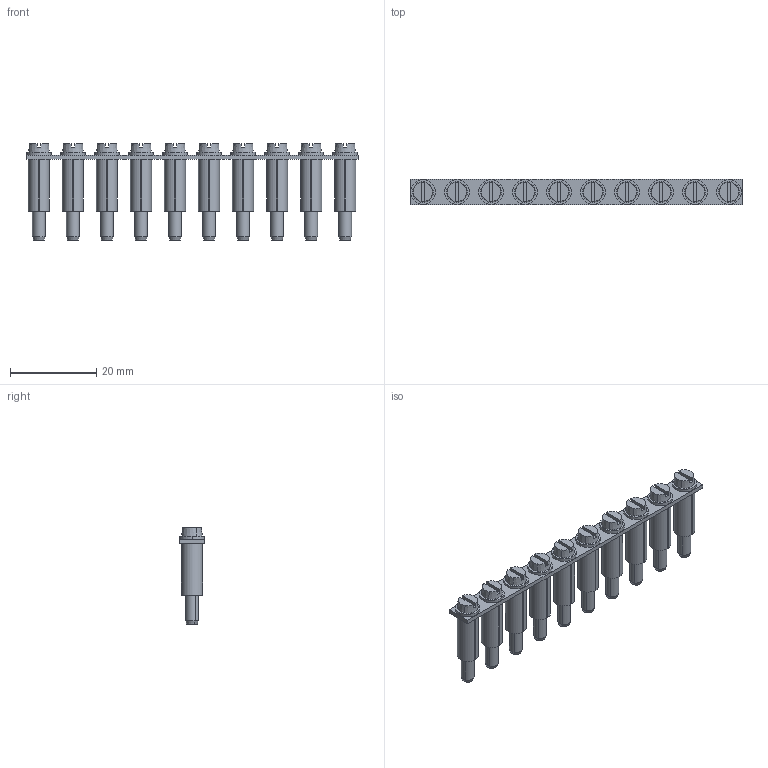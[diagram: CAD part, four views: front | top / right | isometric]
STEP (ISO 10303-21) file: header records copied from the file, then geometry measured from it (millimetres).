
FILE_DESCRIPTION(('CATIA V5 STEP Exchange','CAx-IF Rec.Pracs.--- Model Styling and Organization---1.4--- 2014-01-23'),'2;1');
FILE_NAME ('002012-3_1', '2021-12-06T10:12:21+00:00', ('none'), ('Weidmueller'), 'CATIA Version 5-6 Release 2016 SP3 HF44', 'CATIA V5 STEP AP214', 'none');
FILE_SCHEMA(('AUTOMOTIVE_DESIGN { 1 0 10303 214 1 1 1 1 }'));
Length unit declared in the file: millimetre
Products named in the file (1): 0457000000
Bounding box: 77.1 x 6 x 22.5 mm (x, y, z)
Volume: 3284.2 mm3; surface area: 7493 mm2
Topology: 31 solids, 31 shells, 376 faces, 812 edges, 508 vertices
Faces by surface type: plane 176, cylinder 140, cone 60
Entity records: 9378 total; most frequent: CARTESIAN_POINT 1699, ORIENTED_EDGE 1624, DIRECTION 1288, EDGE_CURVE 812, AXIS2_PLACEMENT_3D 639, VERTEX_POINT 508, EDGE_LOOP 426, VECTOR 392
